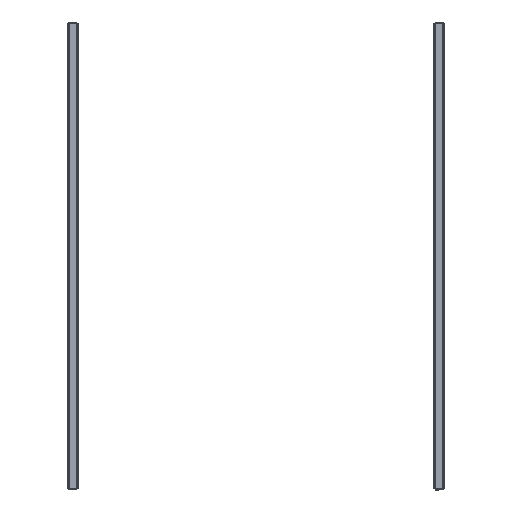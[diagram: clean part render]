
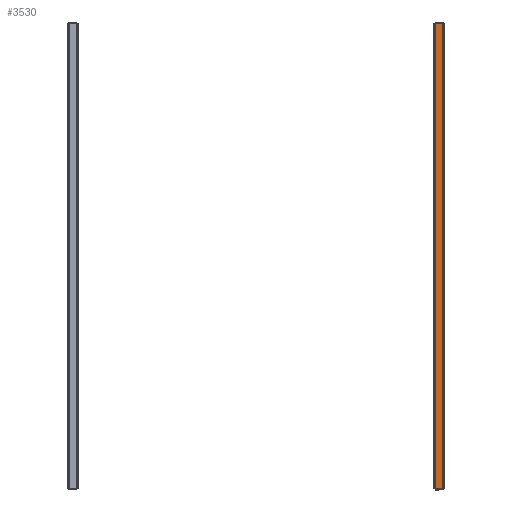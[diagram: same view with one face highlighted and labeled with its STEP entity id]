
A CAD part, front view. The second image highlights one B-rep face of the part: STEP entity #3530.
In plain terms, the highlighted planar face has unit normal (0, -1, 0).
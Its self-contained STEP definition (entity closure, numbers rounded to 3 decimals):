
#805 = EDGE_CURVE ( 'NONE', #9386, #9129, #7545, .T. ) ;
#826 = EDGE_CURVE ( 'NONE', #2764, #1664, #7258, .T. ) ;
#964 = EDGE_CURVE ( 'NONE', #9386, #2764, #2065, .T. ) ;
#1592 = ORIENTED_EDGE ( 'NONE', *, *, #8432, .T. ) ;
#1664 = VERTEX_POINT ( 'NONE', #11141 ) ;
#2065 = LINE ( 'NONE', #3544, #3024 ) ;
#2764 = VERTEX_POINT ( 'NONE', #8977 ) ;
#3024 = VECTOR ( 'NONE', #7902, 1000. ) ;
#3044 = AXIS2_PLACEMENT_3D ( 'NONE', #4014, #10051, #5701 ) ;
#3530 = ADVANCED_FACE ( 'NONE', ( #4484 ), #10854, .F. ) ;
#3544 = CARTESIAN_POINT ( 'NONE',  ( -2., -1098.5, -378. ) ) ;
#3549 = VECTOR ( 'NONE', #9938, 1000. ) ;
#4014 = CARTESIAN_POINT ( 'NONE',  ( 0., -1098.5, 378. ) ) ;
#4416 = EDGE_LOOP ( 'NONE', ( #5541, #7180, #10720, #1592 ) ) ;
#4484 = FACE_OUTER_BOUND ( 'NONE', #4416, .T. ) ;
#5541 = ORIENTED_EDGE ( 'NONE', *, *, #826, .F. ) ;
#5662 = CARTESIAN_POINT ( 'NONE',  ( -13.6, -1098.5, 378. ) ) ;
#5701 = DIRECTION ( 'NONE',  ( 0., 0., 1. ) ) ;
#5879 = LINE ( 'NONE', #5662, #3549 ) ;
#5964 = CARTESIAN_POINT ( 'NONE',  ( 0., -1098.5, -376.246 ) ) ;
#6673 = CARTESIAN_POINT ( 'NONE',  ( 0., -1098.5, 376.246 ) ) ;
#7180 = ORIENTED_EDGE ( 'NONE', *, *, #964, .F. ) ;
#7258 = LINE ( 'NONE', #5964, #10956 ) ;
#7545 = LINE ( 'NONE', #6673, #8919 ) ;
#7719 = DIRECTION ( 'NONE',  ( -1., 0., 0. ) ) ;
#7902 = DIRECTION ( 'NONE',  ( 0., 0., -1. ) ) ;
#8432 = EDGE_CURVE ( 'NONE', #9129, #1664, #5879, .T. ) ;
#8919 = VECTOR ( 'NONE', #9383, 1000. ) ;
#8977 = CARTESIAN_POINT ( 'NONE',  ( -2., -1098.5, -376.246 ) ) ;
#9129 = VERTEX_POINT ( 'NONE', #9588 ) ;
#9383 = DIRECTION ( 'NONE',  ( -1., 0., 0. ) ) ;
#9386 = VERTEX_POINT ( 'NONE', #9506 ) ;
#9506 = CARTESIAN_POINT ( 'NONE',  ( -2., -1098.5, 376.246 ) ) ;
#9588 = CARTESIAN_POINT ( 'NONE',  ( -13.6, -1098.5, 376.246 ) ) ;
#9938 = DIRECTION ( 'NONE',  ( 0., 0., -1. ) ) ;
#10051 = DIRECTION ( 'NONE',  ( 0., 1., 0. ) ) ;
#10720 = ORIENTED_EDGE ( 'NONE', *, *, #805, .T. ) ;
#10854 = PLANE ( 'NONE',  #3044 ) ;
#10956 = VECTOR ( 'NONE', #7719, 1000. ) ;
#11141 = CARTESIAN_POINT ( 'NONE',  ( -13.6, -1098.5, -376.246 ) ) ;
